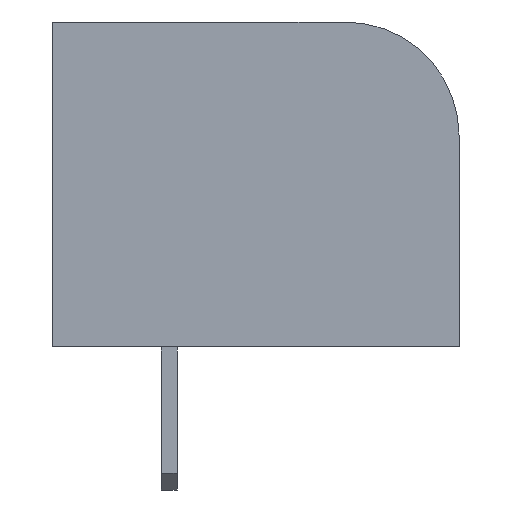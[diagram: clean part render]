
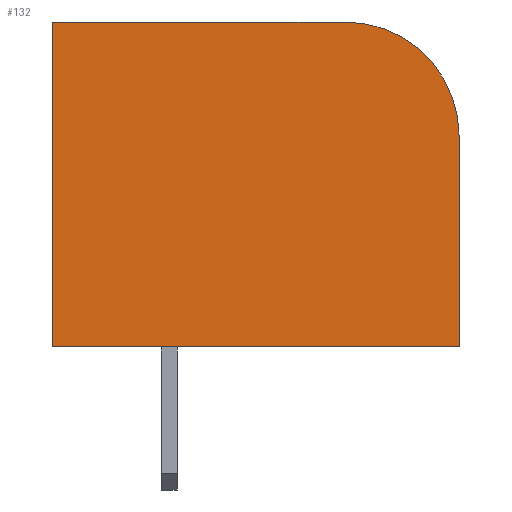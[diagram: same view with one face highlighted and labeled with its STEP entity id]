
A CAD part, left-side view. The second image highlights one B-rep face of the part: STEP entity #132.
In plain terms, the highlighted planar face has unit normal (-1, 0, 0).
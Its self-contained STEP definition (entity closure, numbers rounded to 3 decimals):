
#13=DIRECTION('',(0.,0.,1.));
#21=EDGE_CURVE('',#22,#24,#26,.T.);
#22=VERTEX_POINT('',#23);
#23=CARTESIAN_POINT('',(-5.5,-12.7,0.));
#24=VERTEX_POINT('',#25);
#25=CARTESIAN_POINT('',(-5.5,-12.7,9.2));
#26=LINE('',#23,#27);
#27=VECTOR('',#13,1.);
#34=DIRECTION('',(1.,0.,0.));
#132=ADVANCED_FACE('',(#133),#159,.F.);
#133=FACE_BOUND('',#134,.F.);
#134=EDGE_LOOP('',(#135,#136,#143,#148,#153));
#135=ORIENTED_EDGE('',*,*,#21,.F.);
#136=ORIENTED_EDGE('',*,*,#137,.F.);
#137=EDGE_CURVE('',#138,#22,#140,.T.);
#138=VERTEX_POINT('',#139);
#139=CARTESIAN_POINT('',(-5.5,5.1,0.));
#140=LINE('',#139,#141);
#141=VECTOR('',#142,1.);
#142=DIRECTION('',(0.,-1.,0.));
#143=ORIENTED_EDGE('',*,*,#144,.T.);
#144=EDGE_CURVE('',#138,#145,#147,.T.);
#145=VERTEX_POINT('',#146);
#146=CARTESIAN_POINT('',(-5.5,5.1,14.2));
#147=LINE('',#139,#27);
#148=ORIENTED_EDGE('',*,*,#149,.T.);
#149=EDGE_CURVE('',#145,#150,#152,.T.);
#150=VERTEX_POINT('',#151);
#151=CARTESIAN_POINT('',(-5.5,-7.7,14.2));
#152=LINE('',#146,#141);
#153=ORIENTED_EDGE('',*,*,#154,.F.);
#154=EDGE_CURVE('',#24,#150,#155,.T.);
#155=CIRCLE('',#156,5.);
#156=AXIS2_PLACEMENT_3D('',#157,#158,#13);
#157=CARTESIAN_POINT('',(-5.5,-7.7,9.2));
#158=DIRECTION('',(-1.,0.,0.));
#159=PLANE('',#160);
#160=AXIS2_PLACEMENT_3D('',#139,#34,#142);
